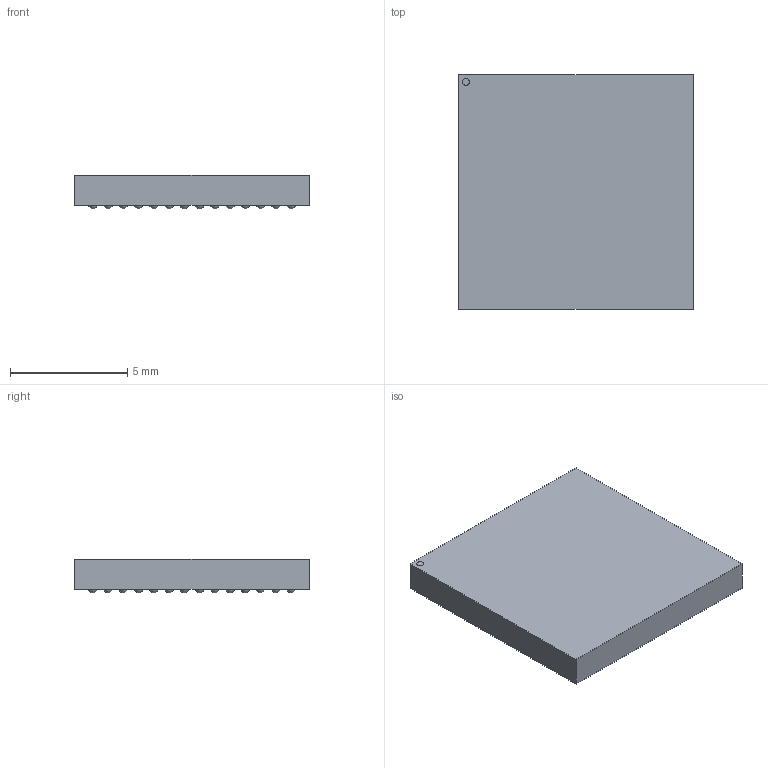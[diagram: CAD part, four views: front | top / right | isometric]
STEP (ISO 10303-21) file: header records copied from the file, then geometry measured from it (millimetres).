
FILE_DESCRIPTION(/* description */ ('model of NXP_MAPBGA-196_10x10mm_Layout14x14_P0.65mm'),/* implementation_level */ '2;1');
FILE_NAME(/* name */ 'NXP_MAPBGA-196_10x10mm_Layout14x14_P0.65mm.step',/* author */ ('KiCAD','kicad'),/* organization */ ('OCCT'),/* preprocessor_version */ '',/* originating_system */ 'KiCAD',/* authorisation */ '');
FILE_SCHEMA(('AUTOMOTIVE_DESIGN { 1 0 10303 214 1 1 1 1 }'));
Length unit declared in the file: millimetre
Products named in the file (1): NXP_MAPBGA-196_10x10mm_Layout14x14_P0.65mm
Bounding box: 10 x 10 x 1.44 mm (x, y, z)
Volume: 130 mm3; surface area: 266.7 mm2
Topology: 1 solids, 1 shells, 204 faces, 603 edges, 402 vertices
Faces by surface type: sphere 196, plane 7, cylinder 1
Full cylindrical faces by diameter (mm): 0.3 x1
Entity records: 4691 total; most frequent: CARTESIAN_POINT 797, ORIENTED_EDGE 612, AXIS2_PLACEMENT_3D 598, EDGE_CURVE 407, VERTEX_POINT 402, FACE_BOUND 401, EDGE_LOOP 401, CIRCLE 394
